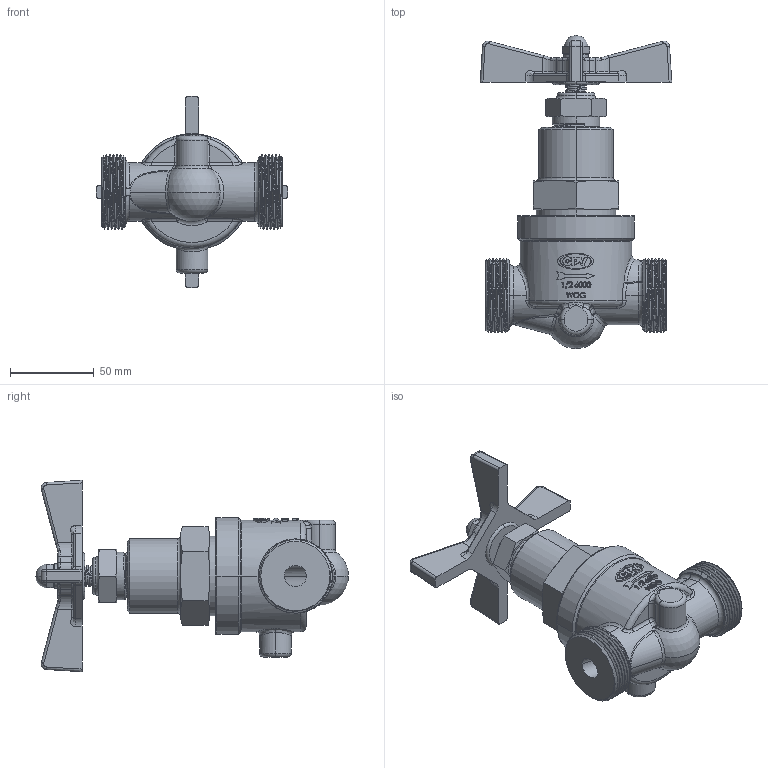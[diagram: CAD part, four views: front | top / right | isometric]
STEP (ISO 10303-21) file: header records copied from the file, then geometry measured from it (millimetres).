
FILE_DESCRIPTION (( 'STEP AP214' ), '1' );
FILE_NAME ('380-3.STEP', '2019-06-05T17:12:31', ( '' ), ( '' ), 'SwSTEP 2.0', 'SolidWorks 2019', '' );
FILE_SCHEMA (( 'AUTOMOTIVE_DESIGN' ));
Length unit declared in the file: inch
Products named in the file (1): 380-3
Bounding box: 114.3 x 187.02 x 114.3 mm (x, y, z)
Volume: 415707.5 mm3; surface area: 79127.2 mm2
Topology: 2 solids, 2 shells, 670 faces, 1803 edges, 1133 vertices
Faces by surface type: cylinder 227, bspline 188, plane 122, torus 59, cone 56, sphere 18
Entity records: 64329 total; most frequent: CARTESIAN_POINT 45209, ORIENTED_EDGE 3592, DIRECTION 2114, EDGE_CURVE 1796, VERTEX_POINT 1129, AXIS2_PLACEMENT_3D 901, EDGE_LOOP 709, B_SPLINE_CURVE_WITH_KNOTS 681
